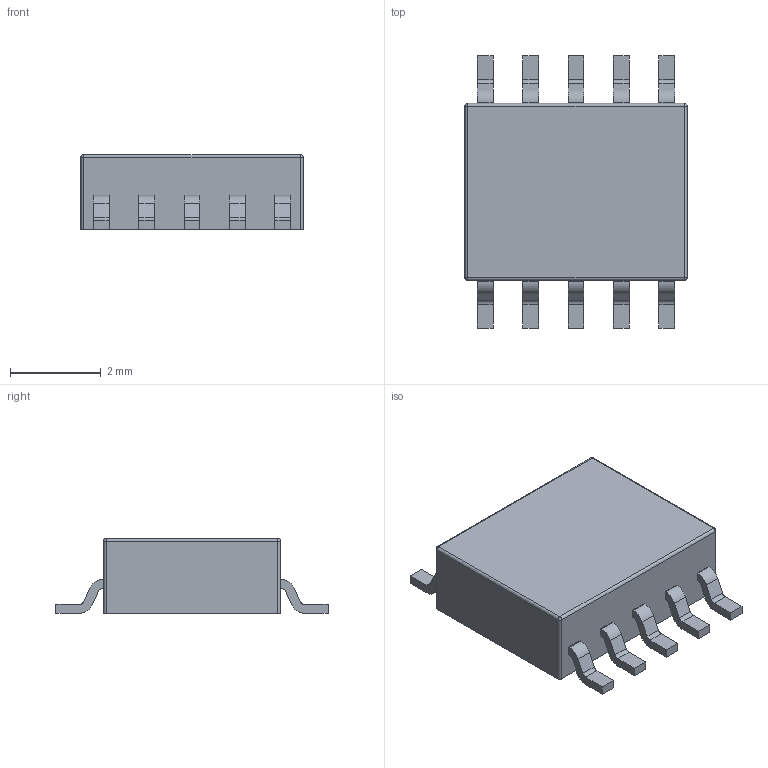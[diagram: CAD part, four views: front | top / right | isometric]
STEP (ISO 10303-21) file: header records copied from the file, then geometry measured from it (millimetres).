
FILE_DESCRIPTION (( 'STEP AP203' ), '1' );
FILE_NAME ( 'ESOP-10-EP-LQ.STEP', '2023-09-27T16:47:35', ( '' ), ( '' ), '', '©2017-2022 PCBL', '' );
FILE_SCHEMA (( 'AUTOMOTIVE_DESIGN' ));
Length unit declared in the file: millimetre
Products named in the file (1): ESOP-10-EP-LQ
Bounding box: 4.9 x 6 x 1.65 mm (x, y, z)
Volume: 32.5 mm3; surface area: 82.8 mm2
Topology: 11 solids, 11 shells, 158 faces, 400 edges, 260 vertices
Faces by surface type: plane 106, cylinder 48, sphere 4
Entity records: 4796 total; most frequent: CARTESIAN_POINT 815, DIRECTION 810, ORIENTED_EDGE 792, EDGE_CURVE 396, VECTOR 300, LINE 300, VERTEX_POINT 260, AXIS2_PLACEMENT_3D 255
